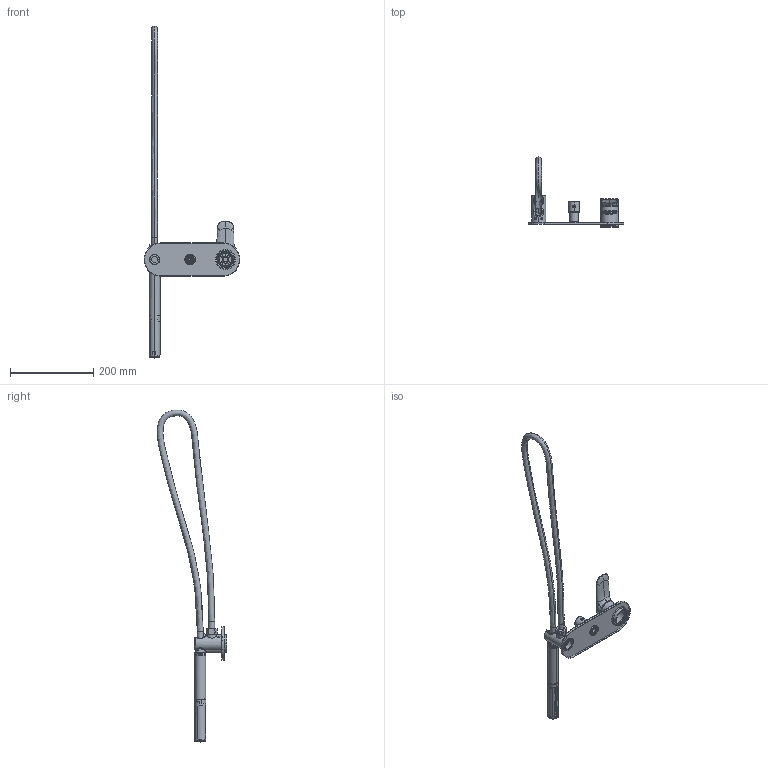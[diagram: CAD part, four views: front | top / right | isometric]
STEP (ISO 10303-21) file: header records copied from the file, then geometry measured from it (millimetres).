
FILE_DESCRIPTION((''),'2;1');
FILE_NAME('1E7014-01CP_ASM_ASM','2023-06-13T',('Administrator'),(''),'PRO/ENGINEER BY PARAMETRIC TECHNOLOGY CORPORATION, 2010280','PRO/ENGINEER BY PARAMETRIC TECHNOLOGY CORPORATION, 2010280','');
FILE_SCHEMA(('CONFIG_CONTROL_DESIGN'));
Length unit declared in the file: millimetre
Products named in the file (27): 2E7007-31NT_20; 2E7013-31CP_15; 2E7007-32CP_13; 2E7016-32CP_2; 2E7007-33CP_26; 2E7013-34-01NT_16; 2E7013-34-02NT_6; 2E7013-34CP_ASM_5_ASM; 2E7012-36CP_18; HOJ0905-001_BODY_16_1_1_1; PKE0030WXX_20_1_1_1; PTE0092WBK_17_1_1_1; HOJ0905-009_ASM_20_ASM_ASM_1_AS_ASM; PPE0074WBK_19_1_1_1; PKE0031WXX_6_1_1_1; HOJ0905_ASM_12_ASM_ASM_1_ASM_1__ASM; 2E7012-35CP_ASM_3_ASM; 2E7009-21CP_10; 3LS1001NT_2; 3ZS1006NT_2; 3OR1039NT_3; 2E7013-35NT_4; 3OR1038NT_3; 3OR1027NT_4; 2A1016-21CP_18; 1E7014-01CP_ASM_4_ASM; 1E7014-01CP_ASM_ASM
Assembly tree (30 placements, depth 6):
  1E7014-01CP_ASM_ASM
    1E7014-01CP_ASM_4_ASM
      2E7007-31NT_20
      2E7013-31CP_15
      2E7007-32CP_13
      2E7016-32CP_2
      2E7007-33CP_26
      2E7013-34CP_ASM_5_ASM
        2E7013-34-01NT_16
        2E7013-34-02NT_6
      2E7012-36CP_18
      2E7012-35CP_ASM_3_ASM
        HOJ0905_ASM_12_ASM_ASM_1_ASM_1__ASM
          HOJ0905-001_BODY_16_1_1_1
          HOJ0905-009_ASM_20_ASM_ASM_1_AS_ASM
            PKE0030WXX_20_1_1_1
            PTE0092WBK_17_1_1_1
          PPE0074WBK_19_1_1_1
          PKE0031WXX_6_1_1_1
      2E7009-21CP_10
      3LS1001NT_2  x4
      3ZS1006NT_2  x2
      3OR1039NT_3
      2E7013-35NT_4
      3OR1038NT_3
      3OR1027NT_4
      2A1016-21CP_18
Bounding box: 230 x 167.26 x 796.61 mm (x, y, z)
Volume: 337697.1 mm3; surface area: 230004.2 mm2
Topology: 25 solids, 25 shells, 2061 faces, 5685 edges, 3766 vertices
Faces by surface type: plane 515, cylinder 514, cone 499, bspline 319, torus 197, sphere 17
Entity records: 110081 total; most frequent: CARTESIAN_POINT 63162, ORIENTED_EDGE 10688, DIRECTION 8107, EDGE_CURVE 5344, VERTEX_POINT 3544, AXIS2_PLACEMENT_3D 3162, EDGE_LOOP 2388, B_SPLINE_CURVE_WITH_KNOTS 2133
